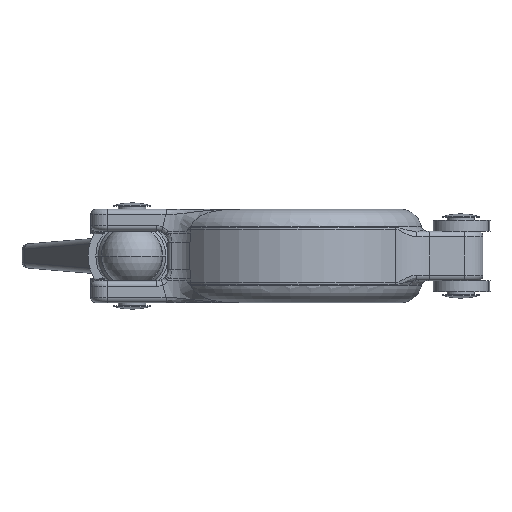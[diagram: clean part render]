
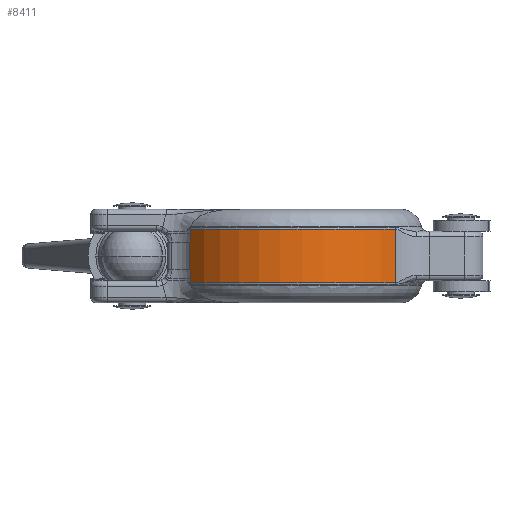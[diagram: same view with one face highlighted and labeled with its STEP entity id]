
A CAD part, front view. The second image highlights one B-rep face of the part: STEP entity #8411.
In plain terms, the highlighted cylindrical face has radius 23.15 mm (diameter 46.3 mm), a partial arc.
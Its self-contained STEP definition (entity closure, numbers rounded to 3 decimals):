
#95 = CIRCLE ( 'NONE', #15401, 23.15 ) ;
#154 = CARTESIAN_POINT ( 'NONE',  ( -19.112, -13.063, -3.053 ) ) ;
#259 = ORIENTED_EDGE ( 'NONE', *, *, #9104, .T. ) ;
#476 = EDGE_CURVE ( 'NONE', #2687, #16205, #2577, .T. ) ;
#500 = LINE ( 'NONE', #1952, #6826 ) ;
#571 = CARTESIAN_POINT ( 'NONE',  ( 0., 0., 4.872 ) ) ;
#950 = AXIS2_PLACEMENT_3D ( 'NONE', #15920, #4206, #9411 ) ;
#1054 = AXIS2_PLACEMENT_3D ( 'NONE', #6338, #7523, #14088 ) ;
#1088 = CARTESIAN_POINT ( 'NONE',  ( 18.237, -14.259, -4.872 ) ) ;
#1150 = CARTESIAN_POINT ( 'NONE',  ( -19.084, -13.104, 4.157 ) ) ;
#1247 = CARTESIAN_POINT ( 'NONE',  ( 18.237, -14.259, 8.5 ) ) ;
#1302 = CARTESIAN_POINT ( 'NONE',  ( -19.124, -13.046, -2.5 ) ) ;
#1619 = EDGE_CURVE ( 'NONE', #3172, #5351, #95, .T. ) ;
#1639 = B_SPLINE_CURVE_WITH_KNOTS ( 'NONE', 3,
 ( #1150, #6392, #5268, #11602, #5107, #3900 ),
 .UNSPECIFIED., .F., .F.,
 ( 4, 2, 4 ),
 ( 0., 0.001, 0.002 ),
 .UNSPECIFIED. ) ;
#1952 = CARTESIAN_POINT ( 'NONE',  ( -19.084, -13.104, 8.5 ) ) ;
#2577 = B_SPLINE_CURVE_WITH_KNOTS ( 'NONE', 3,
 ( #9392, #9139, #154, #11806, #5383, #11890 ),
 .UNSPECIFIED., .F., .F.,
 ( 4, 2, 4 ),
 ( 0., 0.001, 0.002 ),
 .UNSPECIFIED. ) ;
#2609 = EDGE_LOOP ( 'NONE', ( #3437, #6945, #259, #12277, #15577, #6034, #10535, #4978 ) ) ;
#2687 = VERTEX_POINT ( 'NONE', #1302 ) ;
#3113 = VERTEX_POINT ( 'NONE', #12148 ) ;
#3172 = VERTEX_POINT ( 'NONE', #3669 ) ;
#3437 = ORIENTED_EDGE ( 'NONE', *, *, #10727, .T. ) ;
#3669 = CARTESIAN_POINT ( 'NONE',  ( 18.237, -14.259, 4.872 ) ) ;
#3775 = VECTOR ( 'NONE', #6456, 1000. ) ;
#3900 = CARTESIAN_POINT ( 'NONE',  ( -19.124, -13.046, 2.5 ) ) ;
#4124 = CYLINDRICAL_SURFACE ( 'NONE', #950, 23.15 ) ;
#4206 = DIRECTION ( 'NONE',  ( 0., 0., -1. ) ) ;
#4380 = FACE_OUTER_BOUND ( 'NONE', #2609, .T. ) ;
#4385 = CARTESIAN_POINT ( 'NONE',  ( -19.124, -13.046, 2.5 ) ) ;
#4978 = ORIENTED_EDGE ( 'NONE', *, *, #13079, .T. ) ;
#5107 = CARTESIAN_POINT ( 'NONE',  ( -19.124, -13.046, 2.777 ) ) ;
#5268 = CARTESIAN_POINT ( 'NONE',  ( -19.092, -13.093, 3.605 ) ) ;
#5351 = VERTEX_POINT ( 'NONE', #7179 ) ;
#5383 = CARTESIAN_POINT ( 'NONE',  ( -19.084, -13.104, -3.881 ) ) ;
#6006 = CARTESIAN_POINT ( 'NONE',  ( -19.084, -13.104, -4.157 ) ) ;
#6034 = ORIENTED_EDGE ( 'NONE', *, *, #476, .T. ) ;
#6338 = CARTESIAN_POINT ( 'NONE',  ( 0., 0., -4.872 ) ) ;
#6392 = CARTESIAN_POINT ( 'NONE',  ( -19.084, -13.104, 3.881 ) ) ;
#6456 = DIRECTION ( 'NONE',  ( 0., 0., -1. ) ) ;
#6543 = CIRCLE ( 'NONE', #1054, 23.15 ) ;
#6824 = VECTOR ( 'NONE', #12812, 1000. ) ;
#6826 = VECTOR ( 'NONE', #8627, 1000. ) ;
#6945 = ORIENTED_EDGE ( 'NONE', *, *, #1619, .T. ) ;
#7179 = CARTESIAN_POINT ( 'NONE',  ( -19.084, -13.104, 4.872 ) ) ;
#7220 = VECTOR ( 'NONE', #8427, 1000. ) ;
#7523 = DIRECTION ( 'NONE',  ( 0., 0., 1. ) ) ;
#7790 = EDGE_CURVE ( 'NONE', #9298, #2687, #13543, .T. ) ;
#8411 = ADVANCED_FACE ( 'NONE', ( #4380 ), #4124, .T. ) ;
#8427 = DIRECTION ( 'NONE',  ( 0., 0., -1. ) ) ;
#8627 = DIRECTION ( 'NONE',  ( 0., 0., -1. ) ) ;
#8759 = VERTEX_POINT ( 'NONE', #1088 ) ;
#9104 = EDGE_CURVE ( 'NONE', #5351, #3113, #10539, .T. ) ;
#9139 = CARTESIAN_POINT ( 'NONE',  ( -19.124, -13.046, -2.777 ) ) ;
#9298 = VERTEX_POINT ( 'NONE', #4385 ) ;
#9392 = CARTESIAN_POINT ( 'NONE',  ( -19.124, -13.046, -2.5 ) ) ;
#9411 = DIRECTION ( 'NONE',  ( -1., 0., 0. ) ) ;
#10411 = LINE ( 'NONE', #1247, #6824 ) ;
#10535 = ORIENTED_EDGE ( 'NONE', *, *, #13980, .T. ) ;
#10539 = LINE ( 'NONE', #13097, #3775 ) ;
#10727 = EDGE_CURVE ( 'NONE', #8759, #3172, #10411, .T. ) ;
#11602 = CARTESIAN_POINT ( 'NONE',  ( -19.112, -13.063, 3.053 ) ) ;
#11806 = CARTESIAN_POINT ( 'NONE',  ( -19.092, -13.093, -3.605 ) ) ;
#11890 = CARTESIAN_POINT ( 'NONE',  ( -19.084, -13.104, -4.157 ) ) ;
#12081 = EDGE_CURVE ( 'NONE', #3113, #9298, #1639, .T. ) ;
#12148 = CARTESIAN_POINT ( 'NONE',  ( -19.084, -13.104, 4.157 ) ) ;
#12277 = ORIENTED_EDGE ( 'NONE', *, *, #12081, .T. ) ;
#12812 = DIRECTION ( 'NONE',  ( 0., 0., 1. ) ) ;
#13079 = EDGE_CURVE ( 'NONE', #16684, #8759, #6543, .T. ) ;
#13097 = CARTESIAN_POINT ( 'NONE',  ( -19.084, -13.104, 8.5 ) ) ;
#13543 = LINE ( 'NONE', #14835, #7220 ) ;
#13980 = EDGE_CURVE ( 'NONE', #16205, #16684, #500, .T. ) ;
#14088 = DIRECTION ( 'NONE',  ( -1., 0., 0. ) ) ;
#14761 = CARTESIAN_POINT ( 'NONE',  ( -19.084, -13.104, -4.872 ) ) ;
#14835 = CARTESIAN_POINT ( 'NONE',  ( -19.124, -13.046, 8.5 ) ) ;
#15036 = DIRECTION ( 'NONE',  ( 0., 0., -1. ) ) ;
#15401 = AXIS2_PLACEMENT_3D ( 'NONE', #571, #15036, #16159 ) ;
#15577 = ORIENTED_EDGE ( 'NONE', *, *, #7790, .T. ) ;
#15920 = CARTESIAN_POINT ( 'NONE',  ( 0., 0., 8.5 ) ) ;
#16159 = DIRECTION ( 'NONE',  ( 1., 0., 0. ) ) ;
#16205 = VERTEX_POINT ( 'NONE', #6006 ) ;
#16684 = VERTEX_POINT ( 'NONE', #14761 ) ;
